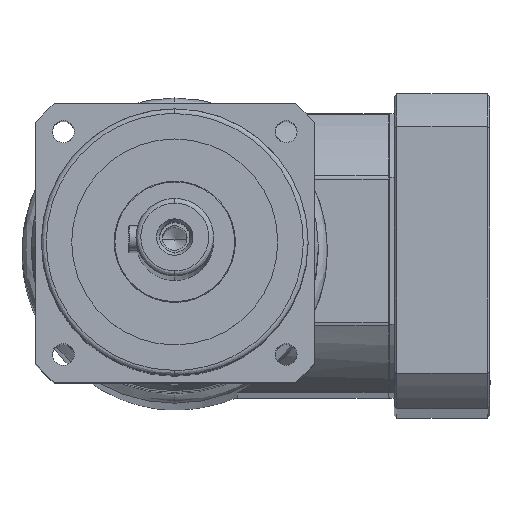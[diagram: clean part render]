
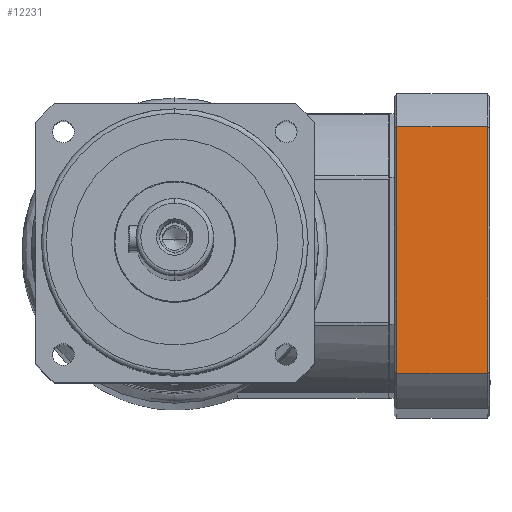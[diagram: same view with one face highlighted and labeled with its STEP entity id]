
A CAD part, left-side view. The second image highlights one B-rep face of the part: STEP entity #12231.
In plain terms, the highlighted face is planar.
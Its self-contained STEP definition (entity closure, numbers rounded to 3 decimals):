
#153 = ORIENTED_EDGE ( 'NONE', *, *, #26660, .F. ) ;
#531 = DIRECTION ( 'NONE',  ( -1., 0., 0. ) ) ;
#541 = CARTESIAN_POINT ( 'NONE',  ( 50.806, 65., 46. ) ) ;
#864 = CARTESIAN_POINT ( 'NONE',  ( 50.806, 65., 8.5 ) ) ;
#1039 = LINE ( 'NONE', #23099, #12258 ) ;
#1094 = CARTESIAN_POINT ( 'NONE',  ( 50.806, 65., 47. ) ) ;
#1359 = EDGE_CURVE ( 'NONE', #13646, #21336, #20525, .T. ) ;
#1791 = VERTEX_POINT ( 'NONE', #2970 ) ;
#2970 = CARTESIAN_POINT ( 'NONE',  ( -50.806, 65., 8.5 ) ) ;
#3156 = DIRECTION ( 'NONE',  ( 1., 0., 0. ) ) ;
#3924 = VECTOR ( 'NONE', #13570, 1000. ) ;
#7296 = PLANE ( 'NONE',  #13693 ) ;
#8973 = VECTOR ( 'NONE', #26675, 1000. ) ;
#9521 = ORIENTED_EDGE ( 'NONE', *, *, #9901, .F. ) ;
#9738 = EDGE_CURVE ( 'NONE', #26343, #1791, #1039, .T. ) ;
#9901 = EDGE_CURVE ( 'NONE', #21336, #26343, #19852, .T. ) ;
#12231 = ADVANCED_FACE ( 'NONE', ( #24775 ), #7296, .F. ) ;
#12258 = VECTOR ( 'NONE', #21244, 1000. ) ;
#13250 = VECTOR ( 'NONE', #531, 1000. ) ;
#13570 = DIRECTION ( 'NONE',  ( 0., 0., 1. ) ) ;
#13646 = VERTEX_POINT ( 'NONE', #864 ) ;
#13667 = CARTESIAN_POINT ( 'NONE',  ( 50.806, 65., 47. ) ) ;
#13693 = AXIS2_PLACEMENT_3D ( 'NONE', #1094, #15971, #3156 ) ;
#14526 = EDGE_LOOP ( 'NONE', ( #22672, #9521, #18723, #153 ) ) ;
#14812 = CARTESIAN_POINT ( 'NONE',  ( -50.806, 65., 46. ) ) ;
#15971 = DIRECTION ( 'NONE',  ( 0., -1., 0. ) ) ;
#18723 = ORIENTED_EDGE ( 'NONE', *, *, #1359, .F. ) ;
#19852 = LINE ( 'NONE', #26094, #13250 ) ;
#20525 = LINE ( 'NONE', #13667, #3924 ) ;
#20565 = LINE ( 'NONE', #24488, #8973 ) ;
#21244 = DIRECTION ( 'NONE',  ( 0., 0., -1. ) ) ;
#21336 = VERTEX_POINT ( 'NONE', #541 ) ;
#22672 = ORIENTED_EDGE ( 'NONE', *, *, #9738, .F. ) ;
#23099 = CARTESIAN_POINT ( 'NONE',  ( -50.806, 65., 0. ) ) ;
#24488 = CARTESIAN_POINT ( 'NONE',  ( 50.806, 65., 8.5 ) ) ;
#24775 = FACE_OUTER_BOUND ( 'NONE', #14526, .T. ) ;
#26094 = CARTESIAN_POINT ( 'NONE',  ( 25.403, 65., 46. ) ) ;
#26343 = VERTEX_POINT ( 'NONE', #14812 ) ;
#26660 = EDGE_CURVE ( 'NONE', #1791, #13646, #20565, .T. ) ;
#26675 = DIRECTION ( 'NONE',  ( 1., 0., 0. ) ) ;
